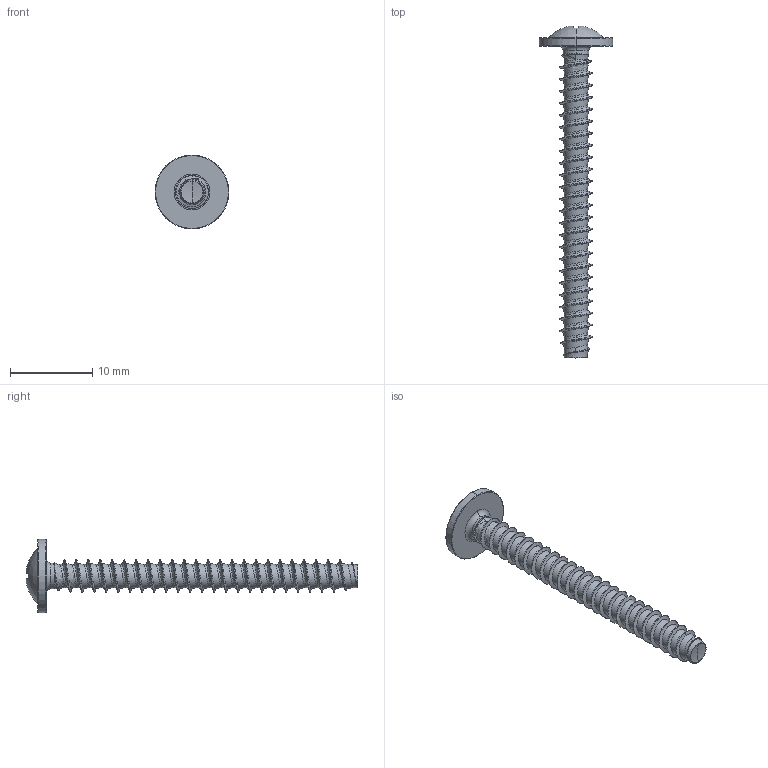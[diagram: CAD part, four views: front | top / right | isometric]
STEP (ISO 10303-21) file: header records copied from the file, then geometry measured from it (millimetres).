
FILE_DESCRIPTION (( 'STEP AP203' ), '1' );
FILE_NAME ('STP310400380.STEP', '2020-09-03T18:16:56', ( '' ), ( '' ), 'SwSTEP 2.0', 'SolidWorks 2015', '' );
FILE_SCHEMA (( 'CONFIG_CONTROL_DESIGN' ));
Products named in the file (2): STP310400380
Bounding box: 9 x 40.44 x 9 mm (x, y, z)
Volume: 365.7 mm3; surface area: 733.9 mm2
Topology: 1 solids, 1 shells, 217 faces, 519 edges, 305 vertices
Faces by surface type: cylinder 76, bspline 51, torus 30, sphere 28, plane 23, cone 9
Entity records: 38629 total; most frequent: CARTESIAN_POINT 34015, ORIENTED_EDGE 1034, DIRECTION 833, EDGE_CURVE 517, AXIS2_PLACEMENT_3D 362, VERTEX_POINT 305, EDGE_LOOP 220, FACE_OUTER_BOUND 217
